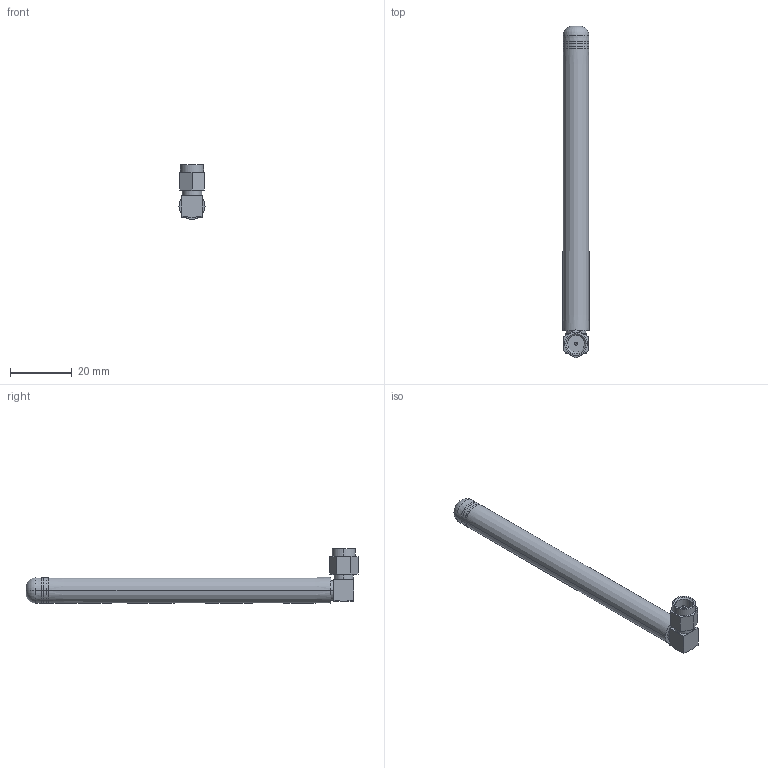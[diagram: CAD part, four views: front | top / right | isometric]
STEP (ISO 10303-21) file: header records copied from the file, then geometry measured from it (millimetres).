
FILE_DESCRIPTION (( 'STEP AP214' ), '1' );
FILE_NAME ('Antenna SMA Male 100 mm 868 MHz.STEP', '2025-02-21T08:39:14', ( '' ), ( '' ), 'SwSTEP 2.0', 'SolidWorks 2022', '' );
FILE_SCHEMA (( 'AUTOMOTIVE_DESIGN' ));
Length unit declared in the file: millimetre
Products named in the file (1): Antenna SMA Male 100 mm 868 MHz
Bounding box: 8.5 x 107.87 x 17.85 mm (x, y, z)
Volume: 6175.8 mm3; surface area: 3282.5 mm2
Topology: 1 solids, 1 shells, 56 faces, 122 edges, 77 vertices
Faces by surface type: plane 22, cone 18, cylinder 14, torus 2
Entity records: 2216 total; most frequent: CARTESIAN_POINT 342, DIRECTION 264, ORIENTED_EDGE 240, EDGE_CURVE 120, AXIS2_PLACEMENT_3D 111, VERTEX_POINT 77, EDGE_LOOP 67, UNCERTAINTY_MEASURE_WITH_UNIT 59
